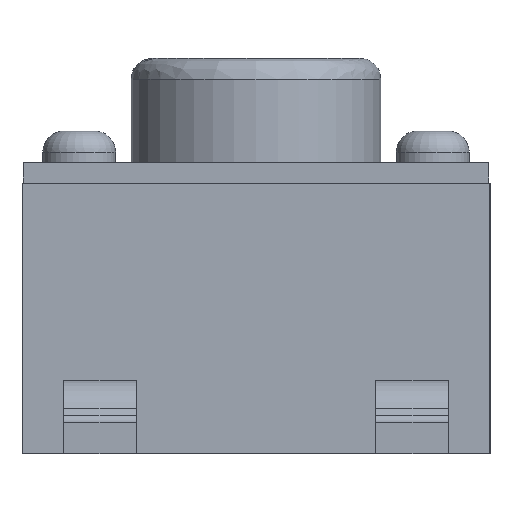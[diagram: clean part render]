
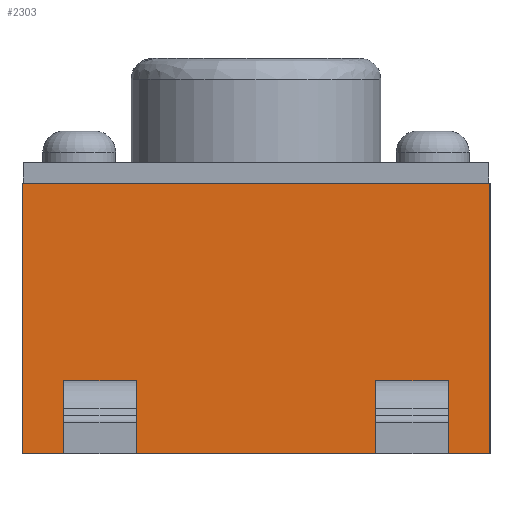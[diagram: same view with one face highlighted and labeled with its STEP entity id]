
A CAD part, front view. The second image highlights one B-rep face of the part: STEP entity #2303.
In plain terms, the highlighted planar face has unit normal (0, -1, 0).
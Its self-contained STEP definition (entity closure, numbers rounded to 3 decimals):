
#14 = DIRECTION ( 'NONE',  ( 0., 0., 1. ) ) ;
#58 = EDGE_LOOP ( 'NONE', ( #2228, #672, #3124, #2477 ) ) ;
#166 = LINE ( 'NONE', #2535, #3294 ) ;
#193 = FACE_OUTER_BOUND ( 'NONE', #58, .T. ) ;
#218 = EDGE_CURVE ( 'NONE', #1427, #2227, #3485, .T. ) ;
#280 = LINE ( 'NONE', #2139, #2408 ) ;
#291 = DIRECTION ( 'NONE',  ( -1., 0., 0. ) ) ;
#292 = CARTESIAN_POINT ( 'NONE',  ( -1.15, -2.25, 0. ) ) ;
#362 = CARTESIAN_POINT ( 'NONE',  ( 2.25, -2.25, 0. ) ) ;
#373 = VERTEX_POINT ( 'NONE', #397 ) ;
#397 = CARTESIAN_POINT ( 'NONE',  ( 1.85, -2.25, 0.7 ) ) ;
#441 = CARTESIAN_POINT ( 'NONE',  ( 2.25, -2.25, 0. ) ) ;
#495 = DIRECTION ( 'NONE',  ( -1., 0., 0. ) ) ;
#510 = CARTESIAN_POINT ( 'NONE',  ( -2.25, -2.25, 0.4 ) ) ;
#564 = CARTESIAN_POINT ( 'NONE',  ( -2.25, -2.25, 0.7 ) ) ;
#610 = LINE ( 'NONE', #2389, #1480 ) ;
#621 = EDGE_CURVE ( 'NONE', #373, #933, #1311, .T. ) ;
#659 = VECTOR ( 'NONE', #2831, 1000. ) ;
#672 = ORIENTED_EDGE ( 'NONE', *, *, #3097, .T. ) ;
#709 = VERTEX_POINT ( 'NONE', #1306 ) ;
#797 = LINE ( 'NONE', #510, #1927 ) ;
#813 = EDGE_CURVE ( 'NONE', #997, #1978, #166, .T. ) ;
#850 = CARTESIAN_POINT ( 'NONE',  ( -2.25, -2.25, 0.4 ) ) ;
#853 = ORIENTED_EDGE ( 'NONE', *, *, #2800, .T. ) ;
#877 = DIRECTION ( 'NONE',  ( 1., 0., 0. ) ) ;
#894 = CARTESIAN_POINT ( 'NONE',  ( 1.15, -2.25, 0. ) ) ;
#933 = VERTEX_POINT ( 'NONE', #1265 ) ;
#995 = VERTEX_POINT ( 'NONE', #1409 ) ;
#996 = EDGE_CURVE ( 'NONE', #1978, #1427, #3481, .T. ) ;
#997 = VERTEX_POINT ( 'NONE', #1367 ) ;
#1000 = DIRECTION ( 'NONE',  ( 0., -1., 0. ) ) ;
#1028 = DIRECTION ( 'NONE',  ( 0., 0., -1. ) ) ;
#1170 = CARTESIAN_POINT ( 'NONE',  ( -2.25, -2.25, 2.6 ) ) ;
#1202 = EDGE_CURVE ( 'NONE', #1588, #3417, #610, .T. ) ;
#1228 = ORIENTED_EDGE ( 'NONE', *, *, #1353, .T. ) ;
#1244 = VECTOR ( 'NONE', #291, 1000. ) ;
#1260 = EDGE_LOOP ( 'NONE', ( #3528, #853, #2539, #2377 ) ) ;
#1265 = CARTESIAN_POINT ( 'NONE',  ( 1.85, -2.25, 0.4 ) ) ;
#1288 = PLANE ( 'NONE',  #3431 ) ;
#1306 = CARTESIAN_POINT ( 'NONE',  ( -2.25, -2.25, 0. ) ) ;
#1308 = DIRECTION ( 'NONE',  ( -1., 0., 0. ) ) ;
#1311 = LINE ( 'NONE', #2012, #2420 ) ;
#1353 = EDGE_CURVE ( 'NONE', #995, #373, #3346, .T. ) ;
#1367 = CARTESIAN_POINT ( 'NONE',  ( -1.85, -2.25, 0.7 ) ) ;
#1399 = VERTEX_POINT ( 'NONE', #362 ) ;
#1400 = CARTESIAN_POINT ( 'NONE',  ( -1.85, -2.25, 0. ) ) ;
#1409 = CARTESIAN_POINT ( 'NONE',  ( 1.15, -2.25, 0.7 ) ) ;
#1427 = VERTEX_POINT ( 'NONE', #3362 ) ;
#1445 = FACE_BOUND ( 'NONE', #1260, .T. ) ;
#1480 = VECTOR ( 'NONE', #1308, 1000. ) ;
#1529 = EDGE_CURVE ( 'NONE', #1588, #1399, #3322, .T. ) ;
#1588 = VERTEX_POINT ( 'NONE', #1832 ) ;
#1761 = VECTOR ( 'NONE', #14, 1000. ) ;
#1763 = CARTESIAN_POINT ( 'NONE',  ( 0., -2.25, 0. ) ) ;
#1764 = CARTESIAN_POINT ( 'NONE',  ( 1.15, -2.25, 0.4 ) ) ;
#1790 = CARTESIAN_POINT ( 'NONE',  ( -2.25, -2.25, 0. ) ) ;
#1832 = CARTESIAN_POINT ( 'NONE',  ( 2.25, -2.25, 2.6 ) ) ;
#1927 = VECTOR ( 'NONE', #495, 1000. ) ;
#1937 = DIRECTION ( 'NONE',  ( 1., 0., 0. ) ) ;
#1978 = VERTEX_POINT ( 'NONE', #2709 ) ;
#2012 = CARTESIAN_POINT ( 'NONE',  ( 1.85, -2.25, 0. ) ) ;
#2139 = CARTESIAN_POINT ( 'NONE',  ( -2.25, -2.25, 0. ) ) ;
#2184 = VERTEX_POINT ( 'NONE', #1764 ) ;
#2216 = DIRECTION ( 'NONE',  ( 0., 0., -1. ) ) ;
#2227 = VERTEX_POINT ( 'NONE', #2308 ) ;
#2228 = ORIENTED_EDGE ( 'NONE', *, *, #1202, .T. ) ;
#2303 = ADVANCED_FACE ( 'NONE', ( #1445, #3236, #193 ), #1288, .T. ) ;
#2308 = CARTESIAN_POINT ( 'NONE',  ( -1.85, -2.25, 0.4 ) ) ;
#2346 = DIRECTION ( 'NONE',  ( 0., 0., -1. ) ) ;
#2371 = ORIENTED_EDGE ( 'NONE', *, *, #621, .T. ) ;
#2377 = ORIENTED_EDGE ( 'NONE', *, *, #996, .T. ) ;
#2389 = CARTESIAN_POINT ( 'NONE',  ( -2.25, -2.25, 2.6 ) ) ;
#2404 = VECTOR ( 'NONE', #2795, 1000. ) ;
#2408 = VECTOR ( 'NONE', #2708, 1000. ) ;
#2420 = VECTOR ( 'NONE', #2346, 1000. ) ;
#2477 = ORIENTED_EDGE ( 'NONE', *, *, #1529, .F. ) ;
#2526 = LINE ( 'NONE', #1763, #659 ) ;
#2535 = CARTESIAN_POINT ( 'NONE',  ( -2.25, -2.25, 0.7 ) ) ;
#2539 = ORIENTED_EDGE ( 'NONE', *, *, #813, .T. ) ;
#2592 = DIRECTION ( 'NONE',  ( 1., 0., 0. ) ) ;
#2708 = DIRECTION ( 'NONE',  ( 0., 0., -1. ) ) ;
#2709 = CARTESIAN_POINT ( 'NONE',  ( -1.15, -2.25, 0.7 ) ) ;
#2779 = EDGE_LOOP ( 'NONE', ( #3373, #3320, #1228, #2371 ) ) ;
#2795 = DIRECTION ( 'NONE',  ( 0., 0., 1. ) ) ;
#2800 = EDGE_CURVE ( 'NONE', #2227, #997, #3418, .T. ) ;
#2831 = DIRECTION ( 'NONE',  ( 1., 0., 0. ) ) ;
#3097 = EDGE_CURVE ( 'NONE', #3417, #709, #280, .T. ) ;
#3107 = LINE ( 'NONE', #894, #2404 ) ;
#3124 = ORIENTED_EDGE ( 'NONE', *, *, #3424, .T. ) ;
#3155 = EDGE_CURVE ( 'NONE', #933, #2184, #797, .T. ) ;
#3188 = VECTOR ( 'NONE', #1937, 1000. ) ;
#3230 = VECTOR ( 'NONE', #2216, 1000. ) ;
#3236 = FACE_BOUND ( 'NONE', #2779, .T. ) ;
#3294 = VECTOR ( 'NONE', #877, 1000. ) ;
#3320 = ORIENTED_EDGE ( 'NONE', *, *, #3404, .T. ) ;
#3322 = LINE ( 'NONE', #441, #3489 ) ;
#3346 = LINE ( 'NONE', #564, #3188 ) ;
#3362 = CARTESIAN_POINT ( 'NONE',  ( -1.15, -2.25, 0.4 ) ) ;
#3373 = ORIENTED_EDGE ( 'NONE', *, *, #3155, .T. ) ;
#3404 = EDGE_CURVE ( 'NONE', #2184, #995, #3107, .T. ) ;
#3417 = VERTEX_POINT ( 'NONE', #1170 ) ;
#3418 = LINE ( 'NONE', #1400, #1761 ) ;
#3424 = EDGE_CURVE ( 'NONE', #709, #1399, #2526, .T. ) ;
#3431 = AXIS2_PLACEMENT_3D ( 'NONE', #1790, #1000, #2592 ) ;
#3481 = LINE ( 'NONE', #292, #3230 ) ;
#3485 = LINE ( 'NONE', #850, #1244 ) ;
#3489 = VECTOR ( 'NONE', #1028, 1000. ) ;
#3528 = ORIENTED_EDGE ( 'NONE', *, *, #218, .T. ) ;
